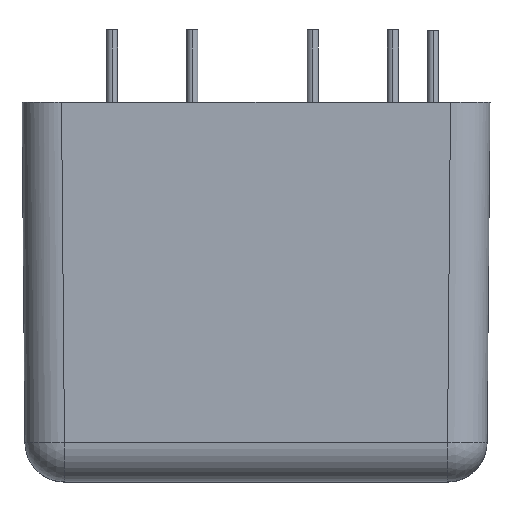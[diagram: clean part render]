
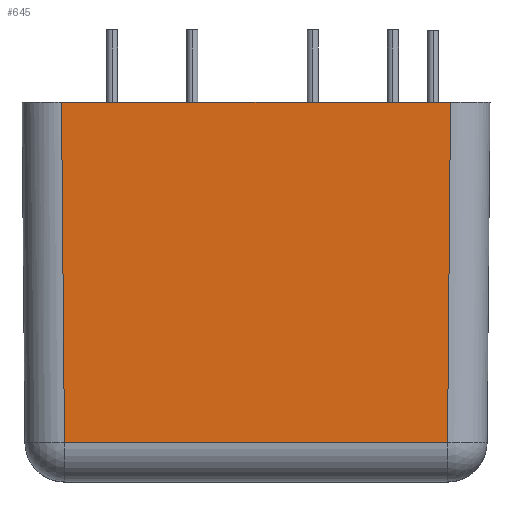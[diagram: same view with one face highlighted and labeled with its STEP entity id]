
A CAD part, top view. The second image highlights one B-rep face of the part: STEP entity #645.
In plain terms, the highlighted planar face has unit normal (0, -0.009, 1).
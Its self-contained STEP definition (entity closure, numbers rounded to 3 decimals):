
#149 = CARTESIAN_POINT ( 'NONE',  ( 12.31, 24., 12.609 ) ) ;
#187 = EDGE_CURVE ( 'NONE', #578, #1875, #1896, .T. ) ;
#200 = CARTESIAN_POINT ( 'NONE',  ( 12.1, 0.022, 12.4 ) ) ;
#210 = LINE ( 'NONE', #2617, #2731 ) ;
#292 = EDGE_CURVE ( 'NONE', #1148, #2666, #210, .T. ) ;
#400 = VECTOR ( 'NONE', #3414, 1000. ) ;
#430 = DIRECTION ( 'NONE',  ( 0., -1., -0.009 ) ) ;
#578 = VERTEX_POINT ( 'NONE', #3065 ) ;
#645 = ADVANCED_FACE ( 'NONE', ( #1632 ), #2776, .T. ) ;
#755 = EDGE_CURVE ( 'NONE', #578, #1148, #859, .T. ) ;
#859 = LINE ( 'NONE', #3682, #1722 ) ;
#934 = ORIENTED_EDGE ( 'NONE', *, *, #1071, .T. ) ;
#1071 = EDGE_CURVE ( 'NONE', #2666, #1875, #2473, .T. ) ;
#1148 = VERTEX_POINT ( 'NONE', #1902 ) ;
#1265 = CARTESIAN_POINT ( 'NONE',  ( 14.6, 0., 12.4 ) ) ;
#1311 = DIRECTION ( 'NONE',  ( 1., 0., 0. ) ) ;
#1632 = FACE_OUTER_BOUND ( 'NONE', #3040, .T. ) ;
#1651 = ORIENTED_EDGE ( 'NONE', *, *, #187, .F. ) ;
#1722 = VECTOR ( 'NONE', #2576, 1000. ) ;
#1875 = VERTEX_POINT ( 'NONE', #149 ) ;
#1892 = DIRECTION ( 'NONE',  ( 0., -0.009, 1. ) ) ;
#1896 = LINE ( 'NONE', #2519, #2258 ) ;
#1902 = CARTESIAN_POINT ( 'NONE',  ( -12.122, 2.478, 12.422 ) ) ;
#1973 = DIRECTION ( 'NONE',  ( 1., 0., 0. ) ) ;
#2077 = ORIENTED_EDGE ( 'NONE', *, *, #755, .T. ) ;
#2258 = VECTOR ( 'NONE', #1311, 1000. ) ;
#2269 = AXIS2_PLACEMENT_3D ( 'NONE', #1265, #1892, #430 ) ;
#2473 = LINE ( 'NONE', #200, #400 ) ;
#2519 = CARTESIAN_POINT ( 'NONE',  ( 0., 24., 12.609 ) ) ;
#2576 = DIRECTION ( 'NONE',  ( 0.009, -1., -0.009 ) ) ;
#2612 = ORIENTED_EDGE ( 'NONE', *, *, #292, .T. ) ;
#2617 = CARTESIAN_POINT ( 'NONE',  ( 14.6, 2.478, 12.422 ) ) ;
#2666 = VERTEX_POINT ( 'NONE', #3600 ) ;
#2731 = VECTOR ( 'NONE', #1973, 1000. ) ;
#2776 = PLANE ( 'NONE',  #2269 ) ;
#3040 = EDGE_LOOP ( 'NONE', ( #2612, #934, #1651, #2077 ) ) ;
#3065 = CARTESIAN_POINT ( 'NONE',  ( -12.31, 24., 12.609 ) ) ;
#3414 = DIRECTION ( 'NONE',  ( 0.009, 1., 0.009 ) ) ;
#3600 = CARTESIAN_POINT ( 'NONE',  ( 12.122, 2.478, 12.422 ) ) ;
#3682 = CARTESIAN_POINT ( 'NONE',  ( -12.098, -0.233, 12.398 ) ) ;
